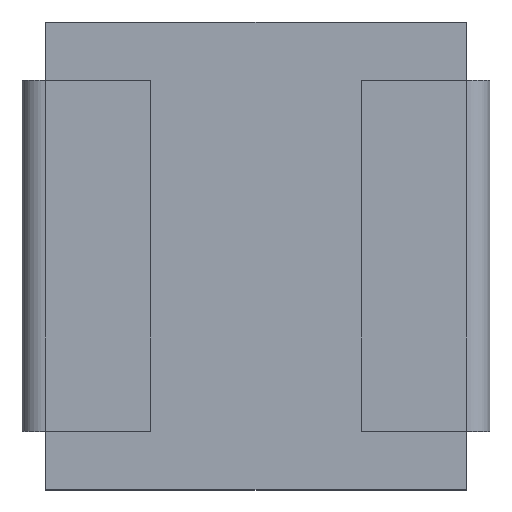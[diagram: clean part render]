
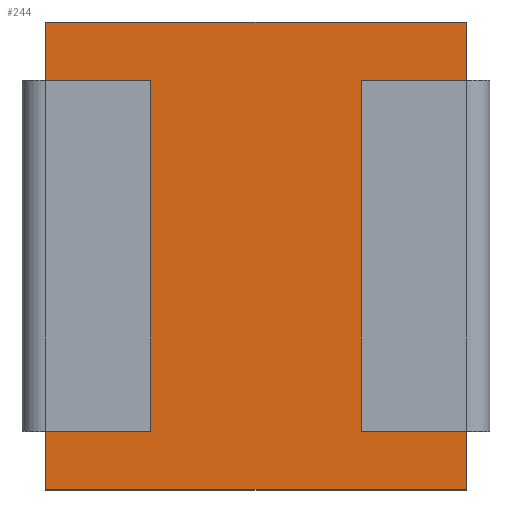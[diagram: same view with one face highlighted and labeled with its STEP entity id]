
A CAD part, top view. The second image highlights one B-rep face of the part: STEP entity #244.
In plain terms, the highlighted planar face has unit normal (0, 0, 1).
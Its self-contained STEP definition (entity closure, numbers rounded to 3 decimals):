
#115 = VERTEX_POINT('',#116);
#116 = CARTESIAN_POINT('',(-1.8,-2.,1.6));
#131 = VERTEX_POINT('',#132);
#132 = CARTESIAN_POINT('',(-1.8,2.,1.6));
#138 = EDGE_CURVE('',#115,#131,#139,.T.);
#139 = LINE('',#140,#141);
#140 = CARTESIAN_POINT('',(-1.8,-2.,1.6));
#141 = VECTOR('',#142,1.);
#142 = DIRECTION('',(0.,1.,0.));
#155 = VERTEX_POINT('',#156);
#156 = CARTESIAN_POINT('',(1.8,-2.,1.6));
#171 = VERTEX_POINT('',#172);
#172 = CARTESIAN_POINT('',(1.8,2.,1.6));
#178 = EDGE_CURVE('',#155,#171,#179,.T.);
#179 = LINE('',#180,#181);
#180 = CARTESIAN_POINT('',(1.8,-2.,1.6));
#181 = VECTOR('',#182,1.);
#182 = DIRECTION('',(0.,1.,0.));
#199 = EDGE_CURVE('',#115,#155,#200,.T.);
#200 = LINE('',#201,#202);
#201 = CARTESIAN_POINT('',(-1.8,-2.,1.6));
#202 = VECTOR('',#203,1.);
#203 = DIRECTION('',(1.,0.,0.));
#221 = EDGE_CURVE('',#131,#171,#222,.T.);
#222 = LINE('',#223,#224);
#223 = CARTESIAN_POINT('',(-1.8,2.,1.6));
#224 = VECTOR('',#225,1.);
#225 = DIRECTION('',(1.,0.,0.));
#244 = ADVANCED_FACE('',(#245),#251,.T.);
#245 = FACE_BOUND('',#246,.T.);
#246 = EDGE_LOOP('',(#247,#248,#249,#250));
#247 = ORIENTED_EDGE('',*,*,#138,.F.);
#248 = ORIENTED_EDGE('',*,*,#199,.T.);
#249 = ORIENTED_EDGE('',*,*,#178,.T.);
#250 = ORIENTED_EDGE('',*,*,#221,.F.);
#251 = PLANE('',#252);
#252 = AXIS2_PLACEMENT_3D('',#253,#254,#255);
#253 = CARTESIAN_POINT('',(-1.8,-2.,1.6));
#254 = DIRECTION('',(0.,0.,1.));
#255 = DIRECTION('',(1.,0.,0.));
